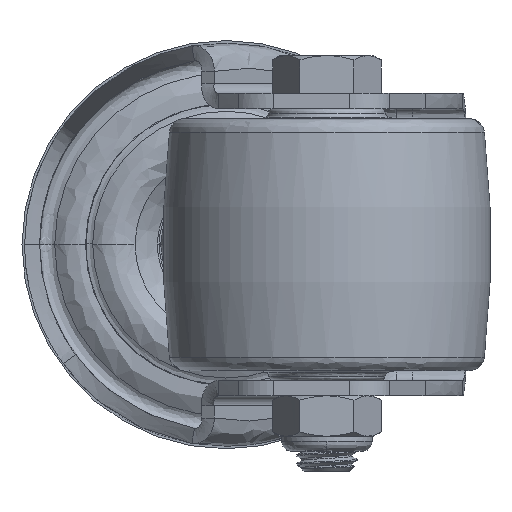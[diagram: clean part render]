
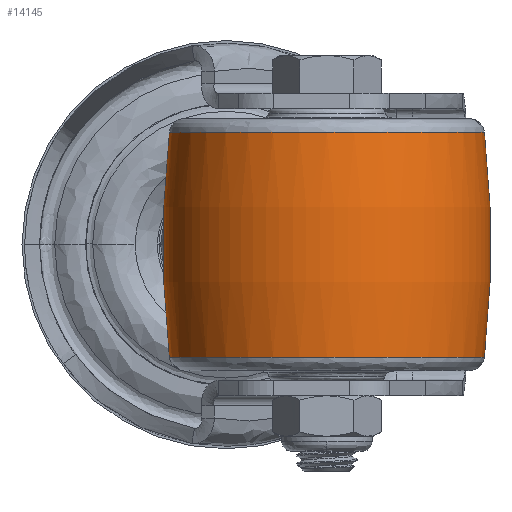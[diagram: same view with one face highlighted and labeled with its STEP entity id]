
A CAD part, front view. The second image highlights one B-rep face of the part: STEP entity #14145.
In plain terms, the highlighted toroidal (fillet/blend) face has major radius 167.5 mm and minor radius 200 mm.
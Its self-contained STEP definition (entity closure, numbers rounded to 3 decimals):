
#2545 = VERTEX_POINT ( 'NONE', #27827 ) ;
#3554 = FACE_OUTER_BOUND ( 'NONE', #18908, .T. ) ;
#7204 = DIRECTION ( 'NONE',  ( 0., 0., 1. ) ) ;
#7413 = DIRECTION ( 'NONE',  ( 0., -1., 0. ) ) ;
#7877 = TOROIDAL_SURFACE ( 'NONE', #30062, -167.5, 200. ) ;
#9055 = DIRECTION ( 'NONE',  ( 0.998, -0.063, 0. ) ) ;
#9517 = CARTESIAN_POINT ( 'NONE',  ( 51.249, -50.9, 22.335 ) ) ;
#11040 = VERTEX_POINT ( 'NONE', #16342 ) ;
#11859 = EDGE_CURVE ( 'NONE', #2545, #47147, #29172, .T. ) ;
#14145 = ADVANCED_FACE ( 'NONE', ( #3554 ), #7877, .T. ) ;
#14655 = AXIS2_PLACEMENT_3D ( 'NONE', #40219, #7413, #22011 ) ;
#15368 = CIRCLE ( 'NONE', #32910, 31.249 ) ;
#16342 = CARTESIAN_POINT ( 'NONE',  ( -11.249, -50.9, -22.335 ) ) ;
#16585 = DIRECTION ( 'NONE',  ( 0., 1., 0. ) ) ;
#17423 = EDGE_CURVE ( 'NONE', #11040, #26916, #38676, .T. ) ;
#17650 = DIRECTION ( 'NONE',  ( 0.998, -0.063, 0. ) ) ;
#18829 = AXIS2_PLACEMENT_3D ( 'NONE', #41256, #16585, #19916 ) ;
#18908 = EDGE_LOOP ( 'NONE', ( #33045, #40960, #22328, #36964 ) ) ;
#19916 = DIRECTION ( 'NONE',  ( 0., 0., 1. ) ) ;
#22011 = DIRECTION ( 'NONE',  ( 0., 0., -1. ) ) ;
#22328 = ORIENTED_EDGE ( 'NONE', *, *, #22728, .T. ) ;
#22728 = EDGE_CURVE ( 'NONE', #47147, #26916, #15368, .T. ) ;
#22928 = DIRECTION ( 'NONE',  ( 0., 0., -1. ) ) ;
#26916 = VERTEX_POINT ( 'NONE', #46286 ) ;
#27827 = CARTESIAN_POINT ( 'NONE',  ( 51.249, -50.9, -22.335 ) ) ;
#28859 = AXIS2_PLACEMENT_3D ( 'NONE', #47311, #43957, #17650 ) ;
#29172 = CIRCLE ( 'NONE', #14655, 200. ) ;
#30062 = AXIS2_PLACEMENT_3D ( 'NONE', #32811, #7204, #47416 ) ;
#31897 = CIRCLE ( 'NONE', #28859, 31.249 ) ;
#32811 = CARTESIAN_POINT ( 'NONE',  ( 20., -50.9, 0. ) ) ;
#32910 = AXIS2_PLACEMENT_3D ( 'NONE', #34874, #22928, #9055 ) ;
#33045 = ORIENTED_EDGE ( 'NONE', *, *, #37056, .T. ) ;
#34874 = CARTESIAN_POINT ( 'NONE',  ( 20., -50.9, 22.335 ) ) ;
#36964 = ORIENTED_EDGE ( 'NONE', *, *, #17423, .F. ) ;
#37056 = EDGE_CURVE ( 'NONE', #11040, #2545, #31897, .T. ) ;
#38676 = CIRCLE ( 'NONE', #18829, 200. ) ;
#40219 = CARTESIAN_POINT ( 'NONE',  ( -147.5, -50.9, 0. ) ) ;
#40960 = ORIENTED_EDGE ( 'NONE', *, *, #11859, .T. ) ;
#41256 = CARTESIAN_POINT ( 'NONE',  ( 187.5, -50.9, 0. ) ) ;
#43957 = DIRECTION ( 'NONE',  ( 0., 0., 1. ) ) ;
#46286 = CARTESIAN_POINT ( 'NONE',  ( -11.249, -50.9, 22.335 ) ) ;
#47147 = VERTEX_POINT ( 'NONE', #9517 ) ;
#47311 = CARTESIAN_POINT ( 'NONE',  ( 20., -50.9, -22.335 ) ) ;
#47416 = DIRECTION ( 'NONE',  ( -1., 0., 0. ) ) ;
